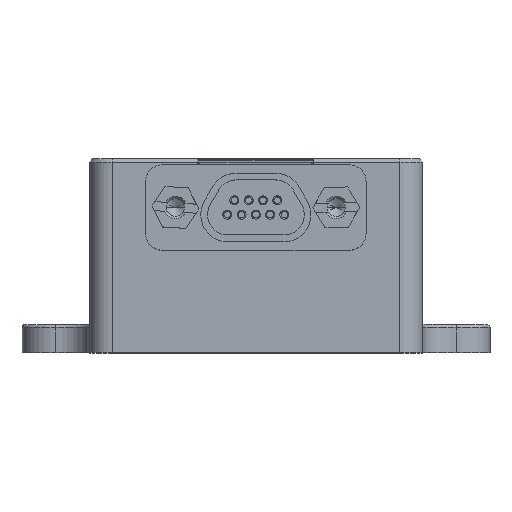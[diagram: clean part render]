
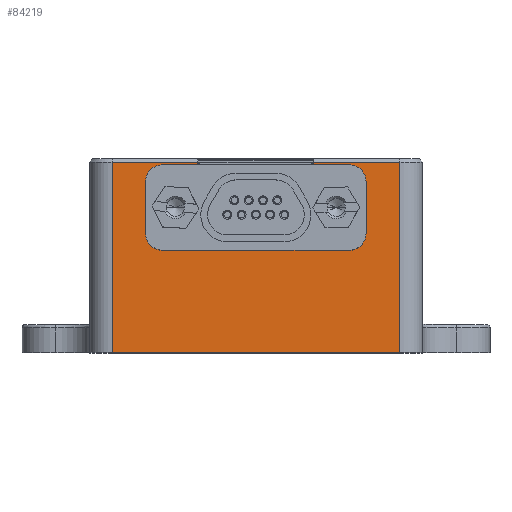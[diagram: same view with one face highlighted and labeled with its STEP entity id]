
A CAD part, top view. The second image highlights one B-rep face of the part: STEP entity #84219.
In plain terms, the highlighted planar face has unit normal (0, 0, 1).
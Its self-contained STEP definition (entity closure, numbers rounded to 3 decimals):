
#609 = LINE ( 'NONE', #46757, #70939 ) ;
#863 = CARTESIAN_POINT ( 'NONE',  ( -1.942, 10.311, 75. ) ) ;
#938 = CARTESIAN_POINT ( 'NONE',  ( 8.358, 10.311, 75. ) ) ;
#1148 = PLANE ( 'NONE',  #88661 ) ;
#1201 = EDGE_LOOP ( 'NONE', ( #25826, #20826, #75078, #86150, #2013, #78349, #44912, #60541, #28249, #85063, #67302, #14761, #44647, #42998, #92682, #87950 ) ) ;
#1380 = LINE ( 'NONE', #7927, #68691 ) ;
#2013 = ORIENTED_EDGE ( 'NONE', *, *, #33628, .T. ) ;
#2550 = VECTOR ( 'NONE', #72370, 1000. ) ;
#5010 = CARTESIAN_POINT ( 'NONE',  ( 16.034, 33.033, 75. ) ) ;
#5508 = EDGE_CURVE ( 'NONE', #37850, #24056, #41793, .T. ) ;
#7251 = LINE ( 'NONE', #15755, #13132 ) ;
#7753 = CARTESIAN_POINT ( 'NONE',  ( -1.942, 10.073, 75. ) ) ;
#7927 = CARTESIAN_POINT ( 'NONE',  ( -5.08, 10.073, 75. ) ) ;
#9004 = EDGE_CURVE ( 'NONE', #70276, #38941, #1380, .T. ) ;
#10357 = VECTOR ( 'NONE', #17863, 1000. ) ;
#11116 = DIRECTION ( 'NONE',  ( 0., 0., 1. ) ) ;
#11565 = CARTESIAN_POINT ( 'NONE',  ( -9.566, 10.311, 75. ) ) ;
#12325 = EDGE_CURVE ( 'NONE', #98399, #38941, #94441, .T. ) ;
#12624 = LINE ( 'NONE', #42226, #55085 ) ;
#12925 = VERTEX_POINT ( 'NONE', #47661 ) ;
#13132 = VECTOR ( 'NONE', #44907, 1000. ) ;
#14181 = DIRECTION ( 'NONE',  ( 0., 0., 1. ) ) ;
#14761 = ORIENTED_EDGE ( 'NONE', *, *, #66708, .F. ) ;
#15073 = CIRCLE ( 'NONE', #51958, 1.5 ) ;
#15755 = CARTESIAN_POINT ( 'NONE',  ( -5.08, 10.073, 75. ) ) ;
#17251 = CARTESIAN_POINT ( 'NONE',  ( -5.08, 10.073, 75. ) ) ;
#17353 = LINE ( 'NONE', #25366, #52903 ) ;
#17693 = CIRCLE ( 'NONE', #92959, 1.5 ) ;
#17863 = DIRECTION ( 'NONE',  ( 1., 0., 0. ) ) ;
#17874 = DIRECTION ( 'NONE',  ( -1., 0., 0. ) ) ;
#20710 = DIRECTION ( 'NONE',  ( -1., 0., 0. ) ) ;
#20826 = ORIENTED_EDGE ( 'NONE', *, *, #5508, .T. ) ;
#21725 = LINE ( 'NONE', #28733, #59605 ) ;
#24056 = VERTEX_POINT ( 'NONE', #863 ) ;
#24089 = AXIS2_PLACEMENT_3D ( 'NONE', #63035, #32950, #17874 ) ;
#25354 = CARTESIAN_POINT ( 'NONE',  ( 16.034, 10.311, 75. ) ) ;
#25366 = CARTESIAN_POINT ( 'NONE',  ( -11.566, 10.311, 75. ) ) ;
#25826 = ORIENTED_EDGE ( 'NONE', *, *, #48787, .T. ) ;
#26683 = VERTEX_POINT ( 'NONE', #42518 ) ;
#28249 = ORIENTED_EDGE ( 'NONE', *, *, #9004, .F. ) ;
#28733 = CARTESIAN_POINT ( 'NONE',  ( -9.566, -6.589, 75. ) ) ;
#29215 = EDGE_CURVE ( 'NONE', #84449, #52801, #82815, .T. ) ;
#30554 = EDGE_CURVE ( 'NONE', #84449, #74568, #33174, .T. ) ;
#30702 = VERTEX_POINT ( 'NONE', #11565 ) ;
#32950 = DIRECTION ( 'NONE',  ( 0., 0., 1. ) ) ;
#33174 = LINE ( 'NONE', #56717, #47054 ) ;
#33628 = EDGE_CURVE ( 'NONE', #95767, #26683, #33901, .T. ) ;
#33661 = CIRCLE ( 'NONE', #24089, 1.5 ) ;
#33901 = LINE ( 'NONE', #86541, #10357 ) ;
#36793 = CARTESIAN_POINT ( 'NONE',  ( -5.08, 2.473, 75. ) ) ;
#37850 = VERTEX_POINT ( 'NONE', #7753 ) ;
#38431 = VERTEX_POINT ( 'NONE', #17251 ) ;
#38941 = VERTEX_POINT ( 'NONE', #85698 ) ;
#39096 = VERTEX_POINT ( 'NONE', #69178 ) ;
#39556 = AXIS2_PLACEMENT_3D ( 'NONE', #57077, #78635, #63128 ) ;
#41723 = DIRECTION ( 'NONE',  ( 1., 0., 0. ) ) ;
#41793 = LINE ( 'NONE', #48819, #2550 ) ;
#42226 = CARTESIAN_POINT ( 'NONE',  ( -5.08, 2.473, 75. ) ) ;
#42518 = CARTESIAN_POINT ( 'NONE',  ( 16.034, -6.589, 75. ) ) ;
#42998 = ORIENTED_EDGE ( 'NONE', *, *, #29215, .F. ) ;
#44258 = CARTESIAN_POINT ( 'NONE',  ( -6.58, 3.973, 75. ) ) ;
#44647 = ORIENTED_EDGE ( 'NONE', *, *, #93224, .T. ) ;
#44907 = DIRECTION ( 'NONE',  ( 1., 0., 0. ) ) ;
#44912 = ORIENTED_EDGE ( 'NONE', *, *, #58196, .T. ) ;
#46757 = CARTESIAN_POINT ( 'NONE',  ( 13.02, 8.573, 75. ) ) ;
#47054 = VECTOR ( 'NONE', #48215, 1000. ) ;
#47661 = CARTESIAN_POINT ( 'NONE',  ( 13.02, 3.973, 75. ) ) ;
#48215 = DIRECTION ( 'NONE',  ( 0., 1., 0. ) ) ;
#48373 = DIRECTION ( 'NONE',  ( 0., -1., 0. ) ) ;
#48787 = EDGE_CURVE ( 'NONE', #38431, #37850, #7251, .T. ) ;
#48819 = CARTESIAN_POINT ( 'NONE',  ( -1.942, -6.589, 75. ) ) ;
#49077 = CARTESIAN_POINT ( 'NONE',  ( 11.52, 2.473, 75. ) ) ;
#51958 = AXIS2_PLACEMENT_3D ( 'NONE', #97881, #14181, #20710 ) ;
#52308 = DIRECTION ( 'NONE',  ( 0., -1., 0. ) ) ;
#52801 = VERTEX_POINT ( 'NONE', #36793 ) ;
#52903 = VECTOR ( 'NONE', #86507, 1000. ) ;
#53195 = EDGE_CURVE ( 'NONE', #39096, #12925, #609, .T. ) ;
#53589 = DIRECTION ( 'NONE',  ( -1., 0., 0. ) ) ;
#54250 = VERTEX_POINT ( 'NONE', #49077 ) ;
#54926 = CARTESIAN_POINT ( 'NONE',  ( 8.358, -6.589, 75. ) ) ;
#55085 = VECTOR ( 'NONE', #81318, 1000. ) ;
#56170 = CARTESIAN_POINT ( 'NONE',  ( -9.566, -6.589, 75. ) ) ;
#56717 = CARTESIAN_POINT ( 'NONE',  ( -6.58, 8.573, 75. ) ) ;
#57077 = CARTESIAN_POINT ( 'NONE',  ( -5.08, 3.973, 75. ) ) ;
#57167 = VERTEX_POINT ( 'NONE', #25354 ) ;
#58196 = EDGE_CURVE ( 'NONE', #57167, #98399, #79833, .T. ) ;
#58758 = EDGE_CURVE ( 'NONE', #38431, #74568, #15073, .T. ) ;
#59605 = VECTOR ( 'NONE', #52308, 1000. ) ;
#60541 = ORIENTED_EDGE ( 'NONE', *, *, #12325, .T. ) ;
#63035 = CARTESIAN_POINT ( 'NONE',  ( 11.52, 8.573, 75. ) ) ;
#63128 = DIRECTION ( 'NONE',  ( -1., 0., 0. ) ) ;
#63372 = EDGE_CURVE ( 'NONE', #24056, #30702, #17353, .T. ) ;
#63647 = DIRECTION ( 'NONE',  ( 0., 0., 1. ) ) ;
#63823 = CARTESIAN_POINT ( 'NONE',  ( -11.566, 10.311, 75. ) ) ;
#64331 = EDGE_CURVE ( 'NONE', #39096, #70276, #33661, .T. ) ;
#64809 = DIRECTION ( 'NONE',  ( -1., 0., 0. ) ) ;
#65957 = CARTESIAN_POINT ( 'NONE',  ( -6.58, 8.573, 75. ) ) ;
#66202 = DIRECTION ( 'NONE',  ( 0., -1., 0. ) ) ;
#66474 = VECTOR ( 'NONE', #48373, 1000. ) ;
#66708 = EDGE_CURVE ( 'NONE', #54250, #12925, #17693, .T. ) ;
#67302 = ORIENTED_EDGE ( 'NONE', *, *, #53195, .T. ) ;
#68691 = VECTOR ( 'NONE', #53589, 1000. ) ;
#69178 = CARTESIAN_POINT ( 'NONE',  ( 13.02, 8.573, 75. ) ) ;
#69854 = FACE_OUTER_BOUND ( 'NONE', #1201, .T. ) ;
#70276 = VERTEX_POINT ( 'NONE', #71442 ) ;
#70939 = VECTOR ( 'NONE', #78770, 1000. ) ;
#71442 = CARTESIAN_POINT ( 'NONE',  ( 11.52, 10.073, 75. ) ) ;
#71974 = EDGE_CURVE ( 'NONE', #30702, #95767, #21725, .T. ) ;
#72370 = DIRECTION ( 'NONE',  ( 0., 1., 0. ) ) ;
#73222 = LINE ( 'NONE', #5010, #82351 ) ;
#74568 = VERTEX_POINT ( 'NONE', #65957 ) ;
#75078 = ORIENTED_EDGE ( 'NONE', *, *, #63372, .T. ) ;
#77711 = DIRECTION ( 'NONE',  ( -1., 0., 0. ) ) ;
#78349 = ORIENTED_EDGE ( 'NONE', *, *, #85690, .F. ) ;
#78635 = DIRECTION ( 'NONE',  ( 0., 0., 1. ) ) ;
#78770 = DIRECTION ( 'NONE',  ( 0., -1., 0. ) ) ;
#79833 = LINE ( 'NONE', #63823, #91911 ) ;
#81318 = DIRECTION ( 'NONE',  ( -1., 0., 0. ) ) ;
#82351 = VECTOR ( 'NONE', #66202, 1000. ) ;
#82815 = CIRCLE ( 'NONE', #39556, 1.5 ) ;
#84219 = ADVANCED_FACE ( 'NONE', ( #69854 ), #1148, .T. ) ;
#84449 = VERTEX_POINT ( 'NONE', #44258 ) ;
#85063 = ORIENTED_EDGE ( 'NONE', *, *, #64331, .F. ) ;
#85690 = EDGE_CURVE ( 'NONE', #57167, #26683, #73222, .T. ) ;
#85698 = CARTESIAN_POINT ( 'NONE',  ( 8.358, 10.073, 75. ) ) ;
#85719 = CARTESIAN_POINT ( 'NONE',  ( 11.52, 3.973, 75. ) ) ;
#86150 = ORIENTED_EDGE ( 'NONE', *, *, #71974, .T. ) ;
#86507 = DIRECTION ( 'NONE',  ( -1., 0., 0. ) ) ;
#86541 = CARTESIAN_POINT ( 'NONE',  ( -11.566, -6.589, 75. ) ) ;
#87950 = ORIENTED_EDGE ( 'NONE', *, *, #58758, .F. ) ;
#88661 = AXIS2_PLACEMENT_3D ( 'NONE', #92871, #11116, #41723 ) ;
#91911 = VECTOR ( 'NONE', #64809, 1000. ) ;
#92682 = ORIENTED_EDGE ( 'NONE', *, *, #30554, .T. ) ;
#92871 = CARTESIAN_POINT ( 'NONE',  ( -11.566, -6.589, 75. ) ) ;
#92959 = AXIS2_PLACEMENT_3D ( 'NONE', #85719, #63647, #77711 ) ;
#93224 = EDGE_CURVE ( 'NONE', #54250, #52801, #12624, .T. ) ;
#94441 = LINE ( 'NONE', #54926, #66474 ) ;
#95767 = VERTEX_POINT ( 'NONE', #56170 ) ;
#97881 = CARTESIAN_POINT ( 'NONE',  ( -5.08, 8.573, 75. ) ) ;
#98399 = VERTEX_POINT ( 'NONE', #938 ) ;
